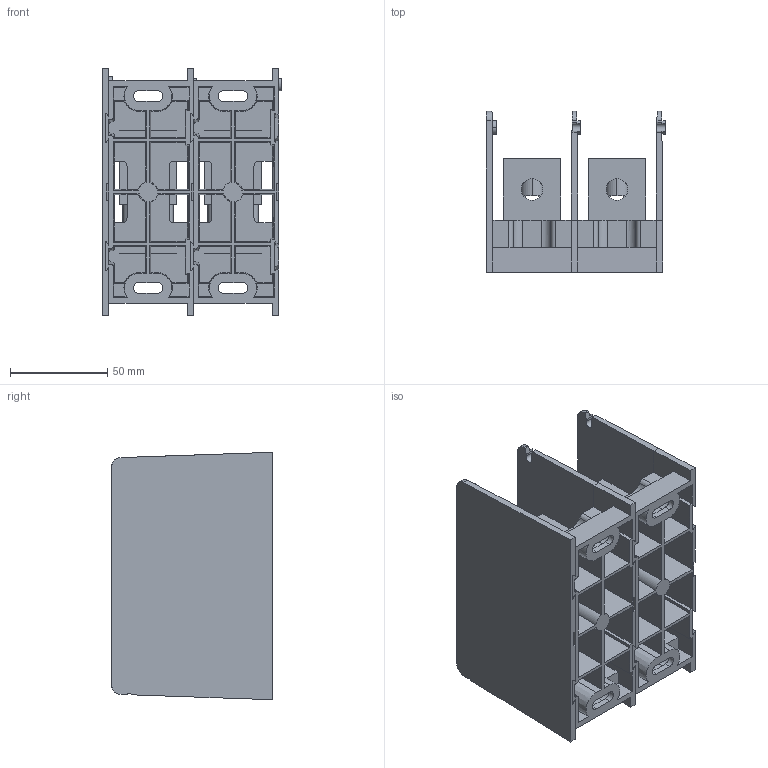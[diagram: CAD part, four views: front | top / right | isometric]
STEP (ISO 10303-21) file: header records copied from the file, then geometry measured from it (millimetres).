
FILE_DESCRIPTION (( 'STEP AP214' ), '1' );
FILE_NAME ('701870rev-2P.STEP', '2014-10-30T11:44:56', ( '' ), ( '' ), 'SwSTEP 2.0', 'SolidWorks 2013', '' );
FILE_SCHEMA (( 'AUTOMOTIVE_DESIGN' ));
Length unit declared in the file: inch
Products named in the file (1): 701870rev-2P
Bounding box: 92.16 x 82.55 x 127.01 mm (x, y, z)
Surface area: 123895.7 mm2 (no closed solid volume)
Topology: 0 solids, 17 shells, 449 faces, 1574 edges, 1126 vertices
Faces by surface type: plane 285, cylinder 140, cone 24
Entity records: 23575 total; most frequent: CARTESIAN_POINT 4874, ORIENTED_EDGE 2585, DIRECTION 2444, EDGE_CURVE 1574, VERTEX_POINT 1126, LINE 1044, VECTOR 1044, AXIS2_PLACEMENT_3D 700
